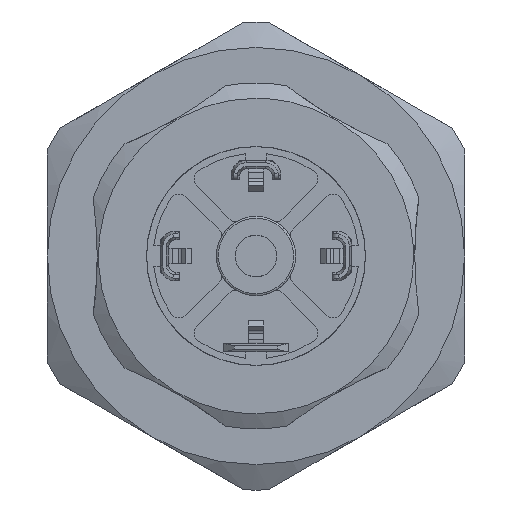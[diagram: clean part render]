
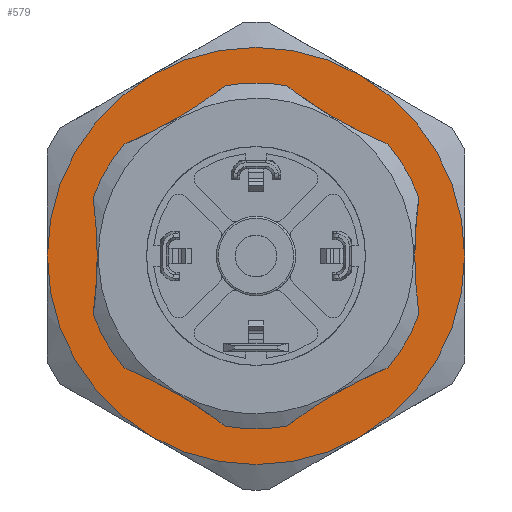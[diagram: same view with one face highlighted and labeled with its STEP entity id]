
A CAD part, front view. The second image highlights one B-rep face of the part: STEP entity #579.
In plain terms, the highlighted planar face has unit normal (0, -1, 0).
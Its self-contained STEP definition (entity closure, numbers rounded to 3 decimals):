
#579 = ADVANCED_FACE( '', ( #1398, #1399 ), #1400, .F. );
#1398 = FACE_BOUND( '', #2711, .T. );
#1399 = FACE_OUTER_BOUND( '', #2712, .T. );
#1400 = PLANE( '', #2713 );
#2711 = EDGE_LOOP( '', ( #4516 ) );
#2712 = EDGE_LOOP( '', ( #4517, #4518, #4519, #4520, #4521, #4522 ) );
#2713 = AXIS2_PLACEMENT_3D( '', #4523, #4524, #4525 );
#4516 = ORIENTED_EDGE( '', *, *, #7165, .F. );
#4517 = ORIENTED_EDGE( '', *, *, #6639, .T. );
#4518 = ORIENTED_EDGE( '', *, *, #7166, .T. );
#4519 = ORIENTED_EDGE( '', *, *, #7167, .T. );
#4520 = ORIENTED_EDGE( '', *, *, #6997, .T. );
#4521 = ORIENTED_EDGE( '', *, *, #6867, .T. );
#4522 = ORIENTED_EDGE( '', *, *, #7168, .T. );
#4523 = CARTESIAN_POINT( '', ( 0., -15.7, 23. ) );
#4524 = DIRECTION( '', ( 0., 1., 0. ) );
#4525 = DIRECTION( '', ( -1., 0., 0. ) );
#6639 = EDGE_CURVE( '', #7882, #7880, #7883, .T. );
#6867 = EDGE_CURVE( '', #8279, #8280, #8281, .T. );
#6997 = EDGE_CURVE( '', #7851, #8279, #8507, .T. );
#7165 = EDGE_CURVE( '', #8776, #8776, #8777, .T. );
#7166 = EDGE_CURVE( '', #7880, #8778, #8779, .T. );
#7167 = EDGE_CURVE( '', #8778, #7851, #8780, .T. );
#7168 = EDGE_CURVE( '', #8280, #7882, #8781, .T. );
#7851 = VERTEX_POINT( '', #9756 );
#7880 = VERTEX_POINT( '', #9817 );
#7882 = VERTEX_POINT( '', #9826 );
#7883 = CIRCLE( '', #9827, 20.5 );
#8279 = VERTEX_POINT( '', #10679 );
#8280 = VERTEX_POINT( '', #10680 );
#8281 = CIRCLE( '', #10681, 20.5 );
#8507 = CIRCLE( '', #11327, 20.5 );
#8776 = VERTEX_POINT( '', #11881 );
#8777 = CIRCLE( '', #11882, 7. );
#8778 = VERTEX_POINT( '', #11883 );
#8779 = CIRCLE( '', #11884, 20.5 );
#8780 = CIRCLE( '', #11885, 20.5 );
#8781 = CIRCLE( '', #11886, 20.5 );
#9756 = CARTESIAN_POINT( '', ( -10.25, -15.7, -17.754 ) );
#9817 = CARTESIAN_POINT( '', ( -10.25, -15.7, 17.754 ) );
#9826 = CARTESIAN_POINT( '', ( 10.25, -15.7, 17.754 ) );
#9827 = AXIS2_PLACEMENT_3D( '', #13946, #13947, #13948 );
#10679 = CARTESIAN_POINT( '', ( 10.25, -15.7, -17.754 ) );
#10680 = CARTESIAN_POINT( '', ( 20.5, -15.7, 0. ) );
#10681 = AXIS2_PLACEMENT_3D( '', #14113, #14114, #14115 );
#11327 = AXIS2_PLACEMENT_3D( '', #14224, #14225, #14226 );
#11881 = CARTESIAN_POINT( '', ( 7., -15.7, 0. ) );
#11882 = AXIS2_PLACEMENT_3D( '', #14366, #14367, #14368 );
#11883 = CARTESIAN_POINT( '', ( -20.5, -15.7, 0. ) );
#11884 = AXIS2_PLACEMENT_3D( '', #14369, #14370, #14371 );
#11885 = AXIS2_PLACEMENT_3D( '', #14372, #14373, #14374 );
#11886 = AXIS2_PLACEMENT_3D( '', #14375, #14376, #14377 );
#13946 = CARTESIAN_POINT( '', ( 0., -15.7, 0. ) );
#13947 = DIRECTION( '', ( 0., -1., 0. ) );
#13948 = DIRECTION( '', ( 1., 0., 0. ) );
#14113 = CARTESIAN_POINT( '', ( 0., -15.7, 0. ) );
#14114 = DIRECTION( '', ( 0., -1., 0. ) );
#14115 = DIRECTION( '', ( 1., 0., 0. ) );
#14224 = CARTESIAN_POINT( '', ( 0., -15.7, 0. ) );
#14225 = DIRECTION( '', ( 0., -1., 0. ) );
#14226 = DIRECTION( '', ( 1., 0., 0. ) );
#14366 = CARTESIAN_POINT( '', ( 0., -15.7, 0. ) );
#14367 = DIRECTION( '', ( 0., -1., 0. ) );
#14368 = DIRECTION( '', ( 1., 0., 0. ) );
#14369 = CARTESIAN_POINT( '', ( 0., -15.7, 0. ) );
#14370 = DIRECTION( '', ( 0., -1., 0. ) );
#14371 = DIRECTION( '', ( 1., 0., 0. ) );
#14372 = CARTESIAN_POINT( '', ( 0., -15.7, 0. ) );
#14373 = DIRECTION( '', ( 0., -1., 0. ) );
#14374 = DIRECTION( '', ( 1., 0., 0. ) );
#14375 = CARTESIAN_POINT( '', ( 0., -15.7, 0. ) );
#14376 = DIRECTION( '', ( 0., -1., 0. ) );
#14377 = DIRECTION( '', ( 1., 0., 0. ) );
